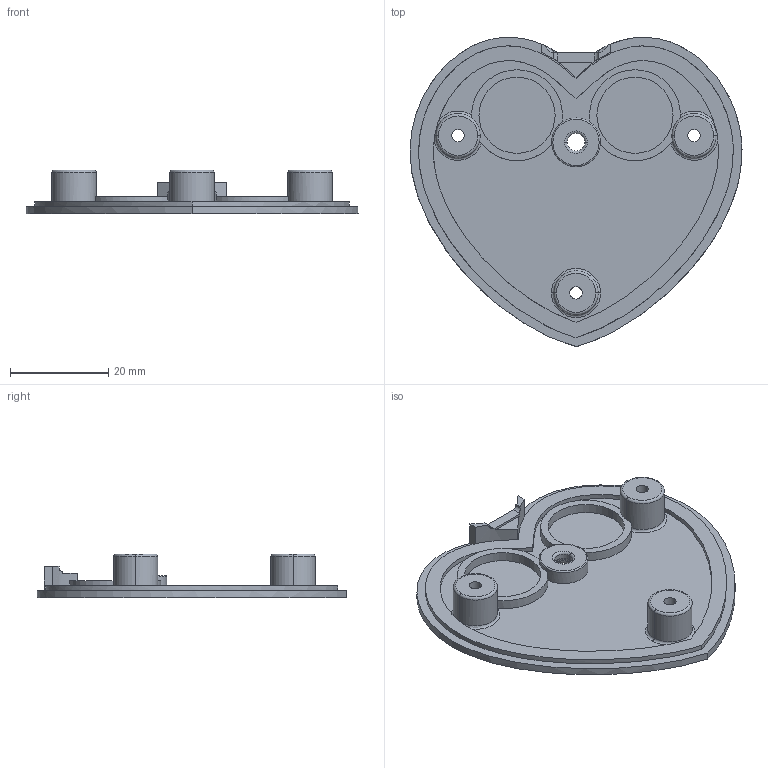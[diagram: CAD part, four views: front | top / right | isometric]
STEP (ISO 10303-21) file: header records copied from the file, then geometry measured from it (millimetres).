
FILE_DESCRIPTION (( 'STEP AP214' ), '1' );
FILE_NAME ('壳体底盖.STEP', '2021-05-31T01:50:41', ( '微软用户' ), ( '微软中国' ), 'SwSTEP 2.0', 'SolidWorks 2016', '' );
FILE_SCHEMA (( 'AUTOMOTIVE_DESIGN' ));
Length unit declared in the file: millimetre
Products named in the file (1): 褲极菁裔
Bounding box: 67.54 x 62.94 x 8.9 mm (x, y, z)
Volume: 6695.9 mm3; surface area: 8736.2 mm2
Topology: 1 solids, 1 shells, 105 faces, 259 edges, 164 vertices
Faces by surface type: cylinder 39, plane 30, torus 21, bspline 14, sphere 1
Entity records: 4759 total; most frequent: CARTESIAN_POINT 2172, ORIENTED_EDGE 516, DIRECTION 516, EDGE_CURVE 258, AXIS2_PLACEMENT_3D 217, VERTEX_POINT 164, CIRCLE 125, EDGE_LOOP 122
